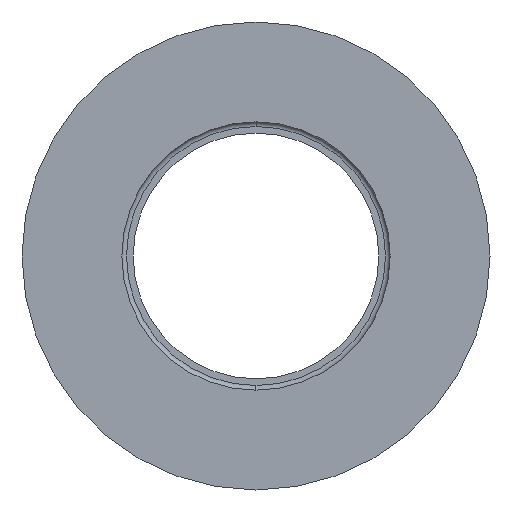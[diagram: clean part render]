
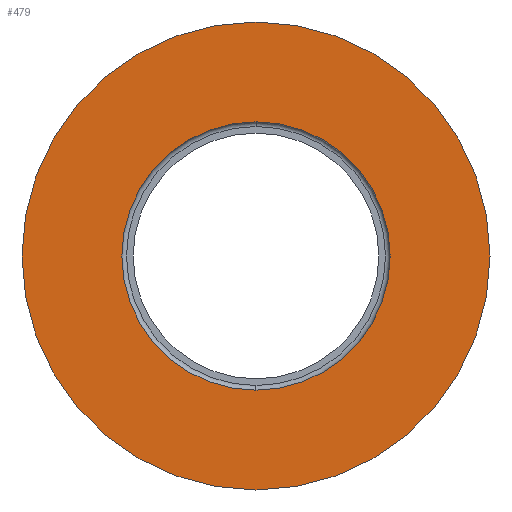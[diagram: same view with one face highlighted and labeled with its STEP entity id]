
A CAD part, left-side view. The second image highlights one B-rep face of the part: STEP entity #479.
In plain terms, the highlighted planar face has unit normal (-1, 0, 0).
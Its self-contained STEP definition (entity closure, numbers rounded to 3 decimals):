
#3 = EDGE_CURVE ( 'NONE', #321, #458, #287, .T. ) ;
#42 = AXIS2_PLACEMENT_3D ( 'NONE', #218, #216, #177 ) ;
#44 = AXIS2_PLACEMENT_3D ( 'NONE', #131, #433, #176 ) ;
#48 = CARTESIAN_POINT ( 'NONE',  ( 0., 0., -8.6 ) ) ;
#115 = CARTESIAN_POINT ( 'NONE',  ( 0., 0., 8.6 ) ) ;
#119 = DIRECTION ( 'NONE',  ( -1., 0., 0. ) ) ;
#131 = CARTESIAN_POINT ( 'NONE',  ( 0., 0., 0. ) ) ;
#134 = EDGE_CURVE ( 'NONE', #458, #321, #379, .T. ) ;
#147 = AXIS2_PLACEMENT_3D ( 'NONE', #48, #466, #430 ) ;
#171 = CARTESIAN_POINT ( 'NONE',  ( 0., 0., -8.6 ) ) ;
#173 = EDGE_LOOP ( 'NONE', ( #394, #314 ) ) ;
#176 = DIRECTION ( 'NONE',  ( 0., 0., 1. ) ) ;
#177 = DIRECTION ( 'NONE',  ( 0., 0., 1. ) ) ;
#212 = EDGE_LOOP ( 'NONE', ( #339, #345 ) ) ;
#216 = DIRECTION ( 'NONE',  ( -1., 0., 0. ) ) ;
#218 = CARTESIAN_POINT ( 'NONE',  ( 0., 0., 0. ) ) ;
#287 = CIRCLE ( 'NONE', #317, 8.6 ) ;
#314 = ORIENTED_EDGE ( 'NONE', *, *, #494, .T. ) ;
#317 = AXIS2_PLACEMENT_3D ( 'NONE', #329, #495, #493 ) ;
#321 = VERTEX_POINT ( 'NONE', #115 ) ;
#322 = VERTEX_POINT ( 'NONE', #419 ) ;
#329 = CARTESIAN_POINT ( 'NONE',  ( 0., 0., 0. ) ) ;
#332 = EDGE_CURVE ( 'NONE', #521, #322, #447, .T. ) ;
#339 = ORIENTED_EDGE ( 'NONE', *, *, #3, .F. ) ;
#345 = ORIENTED_EDGE ( 'NONE', *, *, #134, .F. ) ;
#375 = CARTESIAN_POINT ( 'NONE',  ( 0., 0., 0. ) ) ;
#379 = CIRCLE ( 'NONE', #42, 8.6 ) ;
#387 = PLANE ( 'NONE',  #147 ) ;
#394 = ORIENTED_EDGE ( 'NONE', *, *, #332, .T. ) ;
#419 = CARTESIAN_POINT ( 'NONE',  ( 0., 0., -15. ) ) ;
#421 = DIRECTION ( 'NONE',  ( 0., 0., 1. ) ) ;
#430 = DIRECTION ( 'NONE',  ( 0., 0., -1. ) ) ;
#433 = DIRECTION ( 'NONE',  ( -1., 0., 0. ) ) ;
#447 = CIRCLE ( 'NONE', #464, 15. ) ;
#458 = VERTEX_POINT ( 'NONE', #171 ) ;
#464 = AXIS2_PLACEMENT_3D ( 'NONE', #375, #119, #421 ) ;
#466 = DIRECTION ( 'NONE',  ( 1., 0., 0. ) ) ;
#479 = ADVANCED_FACE ( 'NONE', ( #528, #490 ), #387, .F. ) ;
#490 = FACE_OUTER_BOUND ( 'NONE', #173, .T. ) ;
#493 = DIRECTION ( 'NONE',  ( 0., 0., 1. ) ) ;
#494 = EDGE_CURVE ( 'NONE', #322, #521, #502, .T. ) ;
#495 = DIRECTION ( 'NONE',  ( -1., 0., 0. ) ) ;
#502 = CIRCLE ( 'NONE', #44, 15. ) ;
#512 = CARTESIAN_POINT ( 'NONE',  ( 0., 0., 15. ) ) ;
#521 = VERTEX_POINT ( 'NONE', #512 ) ;
#528 = FACE_BOUND ( 'NONE', #212, .T. ) ;
